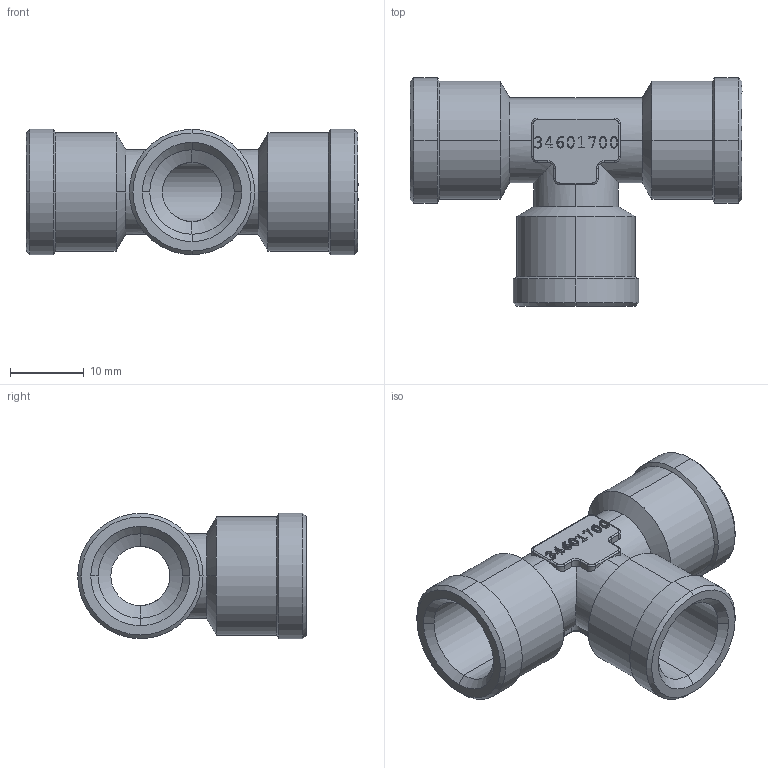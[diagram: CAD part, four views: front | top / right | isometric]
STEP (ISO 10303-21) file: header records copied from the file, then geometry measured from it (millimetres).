
FILE_DESCRIPTION(('STEP AP214'),'1');
FILE_NAME('0915_00_13.stp','2016-07-07T14:19:32',('TraceParts'),('TraceParts S.A.'),'Spatial InterOp 3D',' ',' ');
FILE_SCHEMA(('automotive_design'));
Length unit declared in the file: millimetre
Products named in the file (1): Import_e1
Bounding box: 45 x 31 x 17 mm (x, y, z)
Volume: 5519.5 mm3; surface area: 5333.8 mm2
Topology: 1 solids, 1 shells, 368 faces, 1006 edges, 652 vertices
Faces by surface type: bspline 194, plane 78, cylinder 60, cone 36
Entity records: 16435 total; most frequent: CARTESIAN_POINT 5409, ORIENTED_EDGE 2012, DIRECTION 1120, EDGE_CURVE 1006, VERTEX_POINT 652, LINE 450, VECTOR 450, EDGE_LOOP 384
